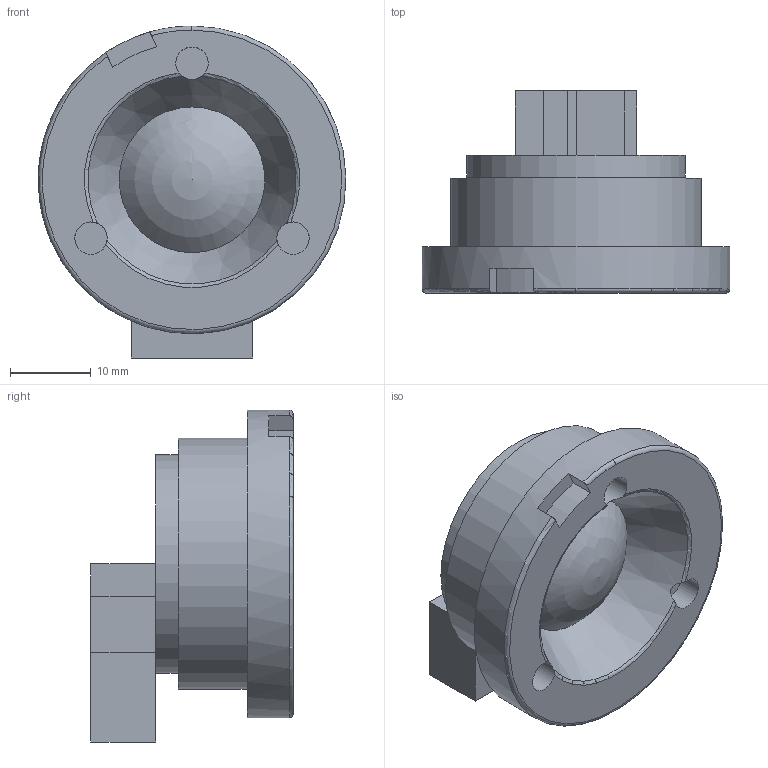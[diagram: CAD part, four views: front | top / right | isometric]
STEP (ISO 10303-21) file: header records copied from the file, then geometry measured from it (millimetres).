
FILE_DESCRIPTION(('FreeCAD Model'),'2;1');
FILE_NAME('Faital_Delco_24_437_997.step','2021-02-03T13:48:42',('Author'),(''), 'Open CASCADE STEP processor 7.3','FreeCAD','Unknown');
FILE_SCHEMA(('AUTOMOTIVE_DESIGN { 1 0 10303 214 1 1 1 1 }'));
Length unit declared in the file: millimetre
Products named in the file (1): Faital_Delco_24_437_997
Bounding box: 38 x 25 x 41 mm (x, y, z)
Volume: 13228.4 mm3; surface area: 5826.1 mm2
Topology: 2 solids, 2 shells, 43 faces, 105 edges, 69 vertices
Faces by surface type: plane 29, cylinder 7, torus 5, cone 1, sphere 1
Full cylindrical faces by diameter (mm): 4 x3, 27 x1, 31 x1, 38 x1
Entity records: 3930 total; most frequent: CARTESIAN_POINT 1526, DIRECTION 386, LINE 226, VECTOR 226, ORIENTED_EDGE 208, PCURVE 208, DEFINITIONAL_REPRESENTATION 208, EDGE_CURVE 104
